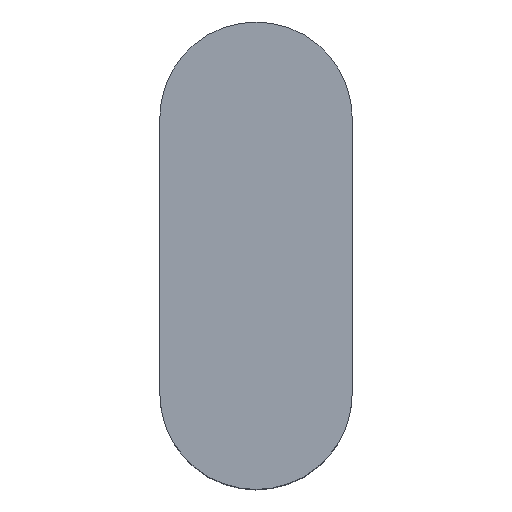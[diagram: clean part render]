
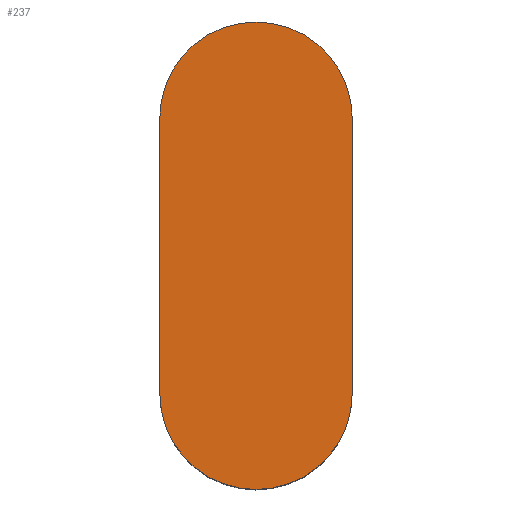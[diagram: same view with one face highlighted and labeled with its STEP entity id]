
A CAD part, top view. The second image highlights one B-rep face of the part: STEP entity #237.
In plain terms, the highlighted planar face has unit normal (0, 0, 1).
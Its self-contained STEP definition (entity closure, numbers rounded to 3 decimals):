
#1 = DIRECTION ( 'NONE',  ( 0., -1., 0. ) ) ;
#39 = AXIS2_PLACEMENT_3D ( 'NONE', #216, #198, #311 ) ;
#50 = CARTESIAN_POINT ( 'NONE',  ( -2.553, -26.119, 8. ) ) ;
#59 = CARTESIAN_POINT ( 'NONE',  ( -2.553, 0., 8. ) ) ;
#72 = PLANE ( 'NONE',  #126 ) ;
#104 = VECTOR ( 'NONE', #1, 1000. ) ;
#105 = DIRECTION ( 'NONE',  ( 0., 0., 1. ) ) ;
#120 = CARTESIAN_POINT ( 'NONE',  ( 0., 0., 8. ) ) ;
#122 = EDGE_CURVE ( 'NONE', #143, #335, #242, .T. ) ;
#126 = AXIS2_PLACEMENT_3D ( 'NONE', #120, #259, #201 ) ;
#127 = CARTESIAN_POINT ( 'NONE',  ( -5.353, -26.119, 8. ) ) ;
#129 = CIRCLE ( 'NONE', #213, 2.8 ) ;
#143 = VERTEX_POINT ( 'NONE', #170 ) ;
#151 = FACE_OUTER_BOUND ( 'NONE', #171, .T. ) ;
#163 = EDGE_CURVE ( 'NONE', #333, #143, #192, .T. ) ;
#167 = DIRECTION ( 'NONE',  ( 0., 1., 0. ) ) ;
#170 = CARTESIAN_POINT ( 'NONE',  ( -2.553, -34.119, 8. ) ) ;
#171 = EDGE_LOOP ( 'NONE', ( #326, #245, #301, #189 ) ) ;
#189 = ORIENTED_EDGE ( 'NONE', *, *, #163, .T. ) ;
#192 = CIRCLE ( 'NONE', #39, 2.8 ) ;
#198 = DIRECTION ( 'NONE',  ( 0., 0., 1. ) ) ;
#201 = DIRECTION ( 'NONE',  ( 1., 0., 0. ) ) ;
#207 = VERTEX_POINT ( 'NONE', #257 ) ;
#213 = AXIS2_PLACEMENT_3D ( 'NONE', #127, #105, #238 ) ;
#216 = CARTESIAN_POINT ( 'NONE',  ( -5.353, -34.119, 8. ) ) ;
#237 = ADVANCED_FACE ( 'NONE', ( #151 ), #72, .T. ) ;
#238 = DIRECTION ( 'NONE',  ( 1., 0., 0. ) ) ;
#242 = LINE ( 'NONE', #59, #336 ) ;
#245 = ORIENTED_EDGE ( 'NONE', *, *, #314, .T. ) ;
#257 = CARTESIAN_POINT ( 'NONE',  ( -8.153, -26.119, 8. ) ) ;
#259 = DIRECTION ( 'NONE',  ( 0., 0., 1. ) ) ;
#264 = CARTESIAN_POINT ( 'NONE',  ( -8.153, 0., 8. ) ) ;
#265 = LINE ( 'NONE', #264, #104 ) ;
#301 = ORIENTED_EDGE ( 'NONE', *, *, #319, .T. ) ;
#311 = DIRECTION ( 'NONE',  ( 1., 0., 0. ) ) ;
#314 = EDGE_CURVE ( 'NONE', #335, #207, #129, .T. ) ;
#319 = EDGE_CURVE ( 'NONE', #207, #333, #265, .T. ) ;
#321 = CARTESIAN_POINT ( 'NONE',  ( -8.153, -34.119, 8. ) ) ;
#326 = ORIENTED_EDGE ( 'NONE', *, *, #122, .T. ) ;
#333 = VERTEX_POINT ( 'NONE', #321 ) ;
#335 = VERTEX_POINT ( 'NONE', #50 ) ;
#336 = VECTOR ( 'NONE', #167, 1000. ) ;
